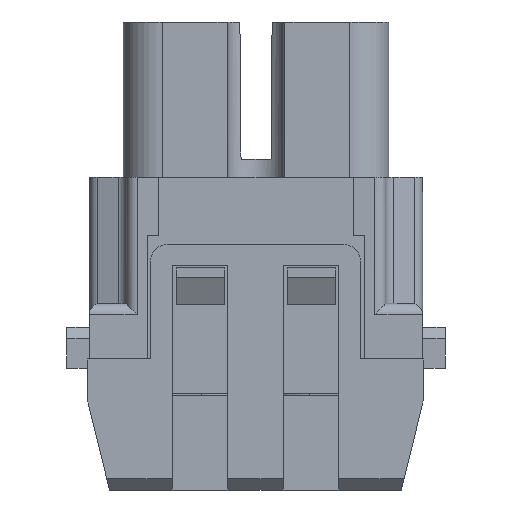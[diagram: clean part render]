
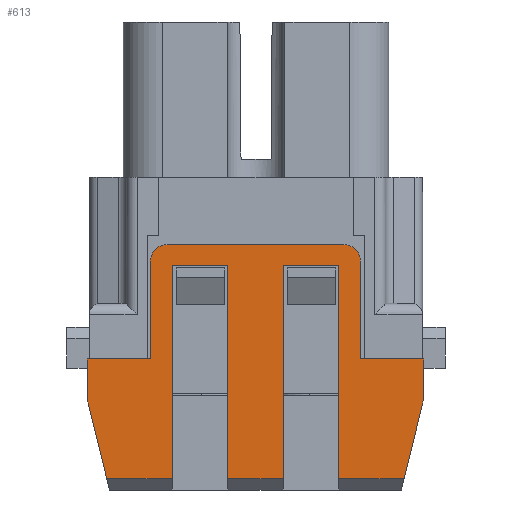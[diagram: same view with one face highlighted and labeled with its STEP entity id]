
A CAD part, front view. The second image highlights one B-rep face of the part: STEP entity #613.
In plain terms, the highlighted planar face has unit normal (0, -1, 0).
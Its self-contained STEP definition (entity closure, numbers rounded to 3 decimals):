
#359=CIRCLE('',#5312,1.5);
#360=CIRCLE('',#5313,1.5);
#613=ADVANCED_FACE('',(#1025),#829,.T.);
#829=PLANE('',#5314);
#1025=FACE_OUTER_BOUND('',#1306,.T.);
#1306=EDGE_LOOP('',(#2373,#2374,#2375,#2376,#2377,#2378,#2379,#2380,#2381,
#2382,#2383,#2384,#2385,#2386,#2387,#2388,#2389,#2390,#2391,#2392));
#2373=ORIENTED_EDGE('',*,*,#3855,.T.);
#2374=ORIENTED_EDGE('',*,*,#3856,.T.);
#2375=ORIENTED_EDGE('',*,*,#3857,.T.);
#2376=ORIENTED_EDGE('',*,*,#3858,.T.);
#2377=ORIENTED_EDGE('',*,*,#3859,.F.);
#2378=ORIENTED_EDGE('',*,*,#3860,.T.);
#2379=ORIENTED_EDGE('',*,*,#3861,.T.);
#2380=ORIENTED_EDGE('',*,*,#3862,.T.);
#2381=ORIENTED_EDGE('',*,*,#3863,.F.);
#2382=ORIENTED_EDGE('',*,*,#3864,.T.);
#2383=ORIENTED_EDGE('',*,*,#3865,.T.);
#2384=ORIENTED_EDGE('',*,*,#3866,.T.);
#2385=ORIENTED_EDGE('',*,*,#3759,.F.);
#2386=ORIENTED_EDGE('',*,*,#3867,.F.);
#2387=ORIENTED_EDGE('',*,*,#3868,.T.);
#2388=ORIENTED_EDGE('',*,*,#3869,.F.);
#2389=ORIENTED_EDGE('',*,*,#3870,.T.);
#2390=ORIENTED_EDGE('',*,*,#3871,.T.);
#2391=ORIENTED_EDGE('',*,*,#3850,.F.);
#2392=ORIENTED_EDGE('',*,*,#3854,.F.);
#3152=VERTEX_POINT('',#7711);
#3153=VERTEX_POINT('',#7713);
#3227=VERTEX_POINT('',#7892);
#3228=VERTEX_POINT('',#7894);
#3230=VERTEX_POINT('',#7900);
#3231=VERTEX_POINT('',#7904);
#3232=VERTEX_POINT('',#7906);
#3233=VERTEX_POINT('',#7908);
#3234=VERTEX_POINT('',#7910);
#3235=VERTEX_POINT('',#7912);
#3236=VERTEX_POINT('',#7914);
#3237=VERTEX_POINT('',#7916);
#3238=VERTEX_POINT('',#7918);
#3239=VERTEX_POINT('',#7920);
#3240=VERTEX_POINT('',#7922);
#3241=VERTEX_POINT('',#7924);
#3242=VERTEX_POINT('',#7927);
#3243=VERTEX_POINT('',#7929);
#3244=VERTEX_POINT('',#7931);
#3245=VERTEX_POINT('',#7933);
#3759=EDGE_CURVE('',#3152,#3153,#4359,.T.);
#3850=EDGE_CURVE('',#3227,#3228,#4421,.T.);
#3854=EDGE_CURVE('',#3230,#3227,#4425,.T.);
#3855=EDGE_CURVE('',#3230,#3231,#4426,.T.);
#3856=EDGE_CURVE('',#3231,#3232,#4427,.T.);
#3857=EDGE_CURVE('',#3232,#3233,#4428,.T.);
#3858=EDGE_CURVE('',#3233,#3234,#4429,.T.);
#3859=EDGE_CURVE('',#3235,#3234,#4430,.T.);
#3860=EDGE_CURVE('',#3235,#3236,#4431,.T.);
#3861=EDGE_CURVE('',#3236,#3237,#4432,.T.);
#3862=EDGE_CURVE('',#3237,#3238,#4433,.T.);
#3863=EDGE_CURVE('',#3239,#3238,#4434,.T.);
#3864=EDGE_CURVE('',#3239,#3240,#4435,.T.);
#3865=EDGE_CURVE('',#3240,#3241,#4436,.T.);
#3866=EDGE_CURVE('',#3241,#3153,#4437,.T.);
#3867=EDGE_CURVE('',#3242,#3152,#4438,.T.);
#3868=EDGE_CURVE('',#3242,#3243,#359,.T.);
#3869=EDGE_CURVE('',#3244,#3243,#4439,.T.);
#3870=EDGE_CURVE('',#3244,#3245,#360,.T.);
#3871=EDGE_CURVE('',#3245,#3228,#4440,.T.);
#4359=LINE('',#7712,#4871);
#4421=LINE('',#7893,#4933);
#4425=LINE('',#7901,#4937);
#4426=LINE('',#7903,#4938);
#4427=LINE('',#7905,#4939);
#4428=LINE('',#7907,#4940);
#4429=LINE('',#7909,#4941);
#4430=LINE('',#7911,#4942);
#4431=LINE('',#7913,#4943);
#4432=LINE('',#7915,#4944);
#4433=LINE('',#7917,#4945);
#4434=LINE('',#7919,#4946);
#4435=LINE('',#7921,#4947);
#4436=LINE('',#7923,#4948);
#4437=LINE('',#7925,#4949);
#4438=LINE('',#7926,#4950);
#4439=LINE('',#7930,#4951);
#4440=LINE('',#7934,#4952);
#4871=VECTOR('',#6231,1.);
#4933=VECTOR('',#6365,1.);
#4937=VECTOR('',#6371,1.);
#4938=VECTOR('',#6374,1.);
#4939=VECTOR('',#6375,1.);
#4940=VECTOR('',#6376,1.);
#4941=VECTOR('',#6377,1.);
#4942=VECTOR('',#6378,1.);
#4943=VECTOR('',#6379,1.);
#4944=VECTOR('',#6380,1.);
#4945=VECTOR('',#6381,1.);
#4946=VECTOR('',#6382,1.);
#4947=VECTOR('',#6383,1.);
#4948=VECTOR('',#6384,1.);
#4949=VECTOR('',#6385,1.);
#4950=VECTOR('',#6386,1.);
#4951=VECTOR('',#6389,1.);
#4952=VECTOR('',#6392,1.);
#5312=AXIS2_PLACEMENT_3D('',#7928,#6387,#6388);
#5313=AXIS2_PLACEMENT_3D('',#7932,#6390,#6391);
#5314=AXIS2_PLACEMENT_3D('',#7935,#6393,#6394);
#6231=DIRECTION('',(1.,0.,0.));
#6365=DIRECTION('',(1.,0.,0.));
#6371=DIRECTION('',(0.,0.,1.));
#6374=DIRECTION('',(0.237,0.,-0.972));
#6375=DIRECTION('',(1.,0.,0.));
#6376=DIRECTION('',(0.,0.,1.));
#6377=DIRECTION('',(1.,0.,0.));
#6378=DIRECTION('',(0.,0.,1.));
#6379=DIRECTION('',(1.,0.,0.));
#6380=DIRECTION('',(0.,0.,1.));
#6381=DIRECTION('',(1.,0.,0.));
#6382=DIRECTION('',(0.,0.,1.));
#6383=DIRECTION('',(1.,0.,0.));
#6384=DIRECTION('',(0.237,0.,0.972));
#6385=DIRECTION('',(0.,0.,1.));
#6386=DIRECTION('',(0.,0.,-1.));
#6387=DIRECTION('',(0.,-1.,0.));
#6388=DIRECTION('',(0.,0.,-1.));
#6389=DIRECTION('',(1.,0.,0.));
#6390=DIRECTION('',(0.,-1.,0.));
#6391=DIRECTION('',(0.,0.,-1.));
#6392=DIRECTION('',(0.,0.,-1.));
#6393=DIRECTION('',(0.,-1.,0.));
#6394=DIRECTION('',(0.,0.,-1.));
#7711=CARTESIAN_POINT('',(-5.63,-3.37,-16.5));
#7712=CARTESIAN_POINT('',(-5.616,-3.37,-16.5));
#7713=CARTESIAN_POINT('',(0.059,-3.37,-16.5));
#7892=CARTESIAN_POINT('',(-30.241,-3.37,-16.5));
#7893=CARTESIAN_POINT('',(-5.616,-3.37,-16.5));
#7894=CARTESIAN_POINT('',(-24.551,-3.37,-16.5));
#7900=CARTESIAN_POINT('',(-30.241,-3.37,-20.1));
#7901=CARTESIAN_POINT('',(-30.241,-3.37,-28.3));
#7903=CARTESIAN_POINT('',(-26.97,-3.37,-33.508));
#7904=CARTESIAN_POINT('',(-28.484,-3.37,-27.3));
#7905=CARTESIAN_POINT('',(-21.841,-3.37,-27.3));
#7906=CARTESIAN_POINT('',(-22.591,-3.37,-27.3));
#7907=CARTESIAN_POINT('',(-22.591,-3.37,-8.1));
#7908=CARTESIAN_POINT('',(-22.591,-3.37,-8.1));
#7909=CARTESIAN_POINT('',(-5.616,-3.37,-8.1));
#7910=CARTESIAN_POINT('',(-17.591,-3.37,-8.1));
#7911=CARTESIAN_POINT('',(-17.591,-3.37,-28.3));
#7912=CARTESIAN_POINT('',(-17.591,-3.37,-27.3));
#7913=CARTESIAN_POINT('',(-12.591,-3.37,-27.3));
#7914=CARTESIAN_POINT('',(-12.591,-3.37,-27.3));
#7915=CARTESIAN_POINT('',(-12.591,-3.37,-8.1));
#7916=CARTESIAN_POINT('',(-12.591,-3.37,-8.1));
#7917=CARTESIAN_POINT('',(-5.616,-3.37,-8.1));
#7918=CARTESIAN_POINT('',(-7.591,-3.37,-8.1));
#7919=CARTESIAN_POINT('',(-7.591,-3.37,-28.3));
#7920=CARTESIAN_POINT('',(-7.591,-3.37,-27.3));
#7921=CARTESIAN_POINT('',(-1.941,-3.37,-27.3));
#7922=CARTESIAN_POINT('',(-1.697,-3.37,-27.3));
#7923=CARTESIAN_POINT('',(-2.147,-3.37,-29.146));
#7924=CARTESIAN_POINT('',(0.059,-3.37,-20.1));
#7925=CARTESIAN_POINT('',(0.059,-3.37,-28.3));
#7926=CARTESIAN_POINT('',(-5.63,-3.37,-28.3));
#7927=CARTESIAN_POINT('',(-5.63,-3.37,-7.7));
#7928=CARTESIAN_POINT('',(-7.13,-3.37,-7.7));
#7929=CARTESIAN_POINT('',(-7.13,-3.37,-6.2));
#7930=CARTESIAN_POINT('',(-23.001,-3.37,-6.2));
#7931=CARTESIAN_POINT('',(-23.051,-3.37,-6.2));
#7932=CARTESIAN_POINT('',(-23.051,-3.37,-7.7));
#7933=CARTESIAN_POINT('',(-24.551,-3.37,-7.7));
#7934=CARTESIAN_POINT('',(-24.551,-3.37,-6.2));
#7935=CARTESIAN_POINT('',(-5.616,-3.37,-28.3));
